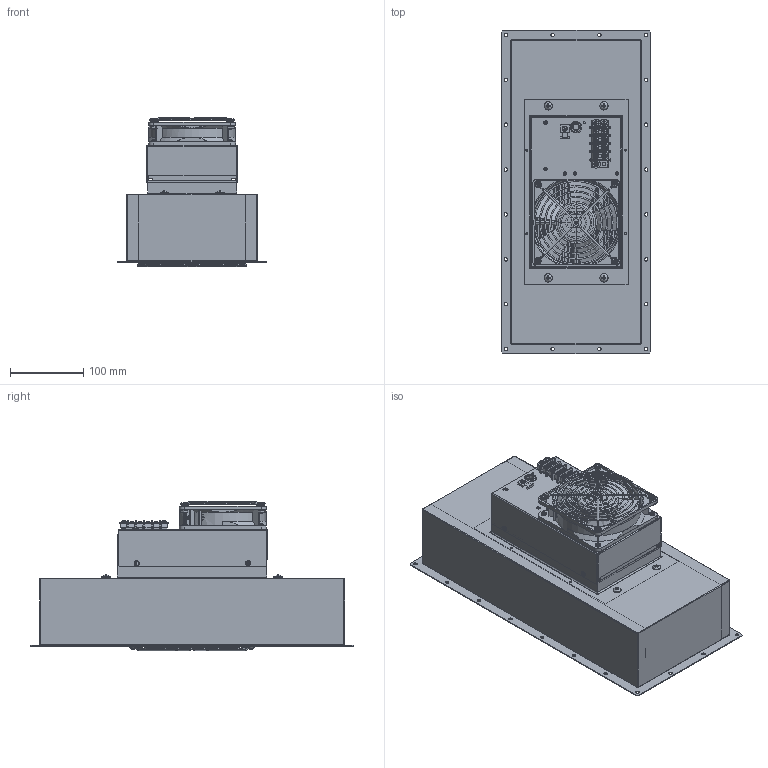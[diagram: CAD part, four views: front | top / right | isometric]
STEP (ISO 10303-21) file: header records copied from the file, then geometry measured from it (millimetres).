
FILE_DESCRIPTION (( 'STEP AP203' ), '1' );
FILE_NAME ('IHP-690 style B.STEP', '2016-05-11T16:02:30', ( '' ), ( '' ), 'SwSTEP 2.0', 'SolidWorks 2016', '' );
FILE_SCHEMA (( 'CONFIG_CONTROL_DESIGN' ));
Length unit declared in the file: inch
Products named in the file (1): IHP-690 style B
Bounding box: 204.72 x 442.31 x 204.83 mm (x, y, z)
Surface area: 1574530.6 mm2 (no closed solid volume)
Topology: 0 solids, 190 shells, 1768 faces, 6817 edges, 4992 vertices
Faces by surface type: plane 818, cylinder 544, torus 150, cone 135, bspline 97, sphere 24
Entity records: 86813 total; most frequent: CARTESIAN_POINT 32392, DIRECTION 10764, ORIENTED_EDGE 10139, EDGE_CURVE 6816, VERTEX_POINT 4992, AXIS2_PLACEMENT_3D 3655, LINE 3454, VECTOR 3454
